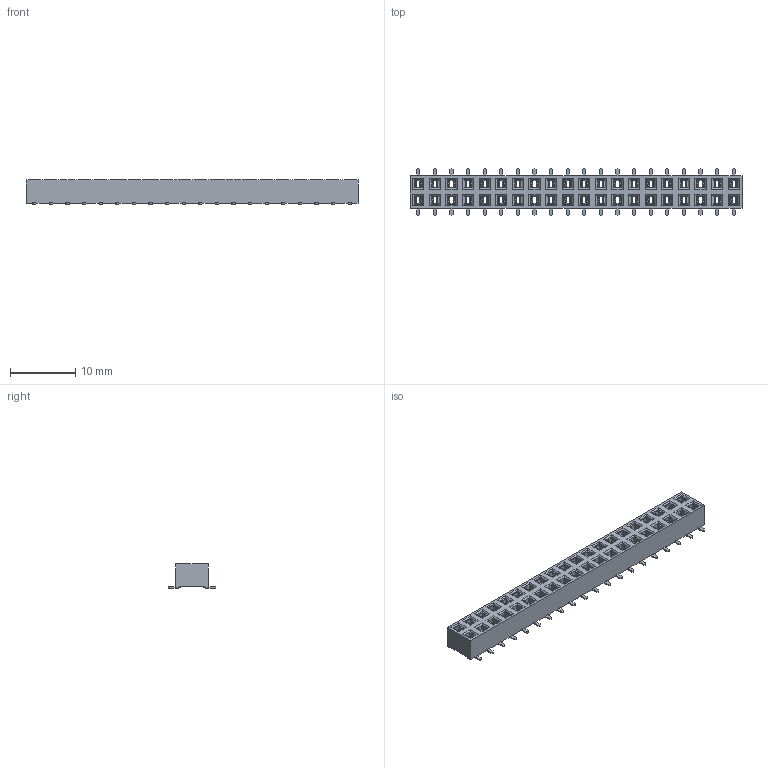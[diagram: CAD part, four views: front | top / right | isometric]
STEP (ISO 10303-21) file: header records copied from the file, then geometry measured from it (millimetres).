
FILE_DESCRIPTION(/* description */ ('Unknown'),/* implementation_level */ '2;1');
FILE_NAME(/* name */ '610040243021',/* time_stamp */ '2023-07-20T11:01:56+02:00',/* author */ ('Unknown'),/* organization */ ('Unknown'),/* preprocessor_version */ 'ST-DEVELOPER v18.102',/* originating_system */ 'Solid Edge',/* authorisation */ 'Unknown');
FILE_SCHEMA (('AUTOMOTIVE_DESIGN {1 0 10303 214 3 1 1}'));
Length unit declared in the file: millimetre
Products named in the file (3): 6100xx243021; 610040243021; 6100xx243021_PIN
Assembly tree (41 placements, depth 2):
  6100xx243021
    610040243021
    6100xx243021_PIN  x40
Bounding box: 50.8 x 7.2 x 3.7 mm (x, y, z)
Volume: 736.9 mm3; surface area: 2515.9 mm2
Topology: 41 solids, 41 shells, 3530 faces, 9584 edges, 6096 vertices
Faces by surface type: plane 2568, cylinder 962
Entity records: 23034 total; most frequent: CARTESIAN_POINT 4042, ORIENTED_EDGE 4036, DIRECTION 3678, EDGE_CURVE 2018, LINE 1886, VECTOR 1886, VERTEX_POINT 1260, AXIS2_PLACEMENT_3D 896
